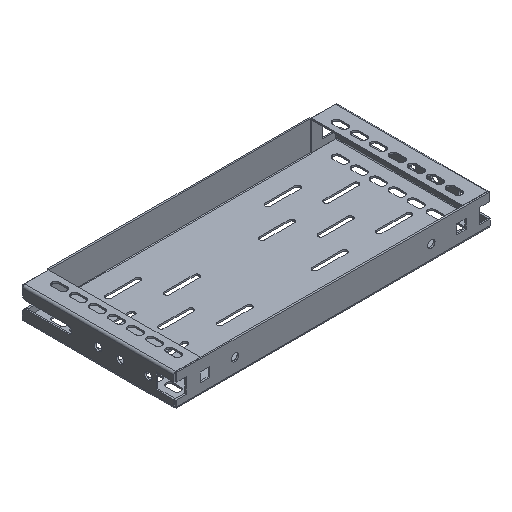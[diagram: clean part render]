
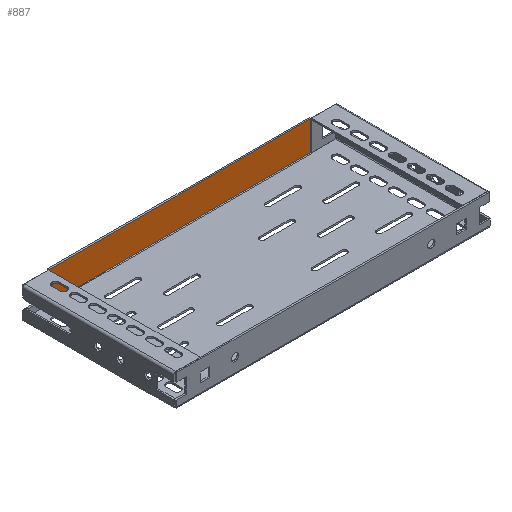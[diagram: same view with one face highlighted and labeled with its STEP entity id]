
A CAD part, isometric view. The second image highlights one B-rep face of the part: STEP entity #887.
In plain terms, the highlighted planar face has unit normal (0, -1, 0).
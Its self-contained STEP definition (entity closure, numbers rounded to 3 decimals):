
#43 = EDGE_LOOP ( 'NONE', ( #1235, #1702, #2421, #6740 ) ) ;
#387 = CARTESIAN_POINT ( 'NONE',  ( 124., 71.75, 28.5 ) ) ;
#461 = LINE ( 'NONE', #8997, #4612 ) ;
#638 = DIRECTION ( 'NONE',  ( 0., 0., 1. ) ) ;
#887 = ADVANCED_FACE ( 'NONE', ( #2444 ), #8237, .T. ) ;
#1235 = ORIENTED_EDGE ( 'NONE', *, *, #6780, .F. ) ;
#1702 = ORIENTED_EDGE ( 'NONE', *, *, #6724, .F. ) ;
#2043 = CARTESIAN_POINT ( 'NONE',  ( 124., 71.75, 0.6 ) ) ;
#2421 = ORIENTED_EDGE ( 'NONE', *, *, #6782, .F. ) ;
#2444 = FACE_OUTER_BOUND ( 'NONE', #43, .T. ) ;
#2650 = LINE ( 'NONE', #2043, #9345 ) ;
#2886 = DIRECTION ( 'NONE',  ( -1., 0., 0. ) ) ;
#2961 = DIRECTION ( 'NONE',  ( 0., -1., 0. ) ) ;
#3082 = VERTEX_POINT ( 'NONE', #3144 ) ;
#3144 = CARTESIAN_POINT ( 'NONE',  ( 124., 71.75, 0.6 ) ) ;
#3826 = LINE ( 'NONE', #9224, #5803 ) ;
#3891 = VERTEX_POINT ( 'NONE', #4097 ) ;
#4090 = LINE ( 'NONE', #4767, #10545 ) ;
#4097 = CARTESIAN_POINT ( 'NONE',  ( -124., 71.75, 28.5 ) ) ;
#4612 = VECTOR ( 'NONE', #9857, 1000. ) ;
#4767 = CARTESIAN_POINT ( 'NONE',  ( -124., 71.75, 28.5 ) ) ;
#4874 = CARTESIAN_POINT ( 'NONE',  ( -124., 71.75, 0.6 ) ) ;
#5754 = VERTEX_POINT ( 'NONE', #4874 ) ;
#5803 = VECTOR ( 'NONE', #7565, 1000. ) ;
#6724 = EDGE_CURVE ( 'NONE', #3082, #5754, #2650, .T. ) ;
#6726 = EDGE_CURVE ( 'NONE', #3891, #7900, #461, .T. ) ;
#6740 = ORIENTED_EDGE ( 'NONE', *, *, #6726, .F. ) ;
#6780 = EDGE_CURVE ( 'NONE', #5754, #3891, #4090, .T. ) ;
#6782 = EDGE_CURVE ( 'NONE', #7900, #3082, #3826, .T. ) ;
#7565 = DIRECTION ( 'NONE',  ( 0., 0., -1. ) ) ;
#7900 = VERTEX_POINT ( 'NONE', #387 ) ;
#8237 = PLANE ( 'NONE',  #10806 ) ;
#8997 = CARTESIAN_POINT ( 'NONE',  ( 124., 71.75, 28.5 ) ) ;
#9075 = DIRECTION ( 'NONE',  ( 0., 0., -1. ) ) ;
#9224 = CARTESIAN_POINT ( 'NONE',  ( 124., 71.75, 28.5 ) ) ;
#9345 = VECTOR ( 'NONE', #2886, 1000. ) ;
#9857 = DIRECTION ( 'NONE',  ( 1., 0., 0. ) ) ;
#9902 = CARTESIAN_POINT ( 'NONE',  ( -124., 71.75, 28.5 ) ) ;
#10545 = VECTOR ( 'NONE', #638, 1000. ) ;
#10806 = AXIS2_PLACEMENT_3D ( 'NONE', #9902, #2961, #9075 ) ;
